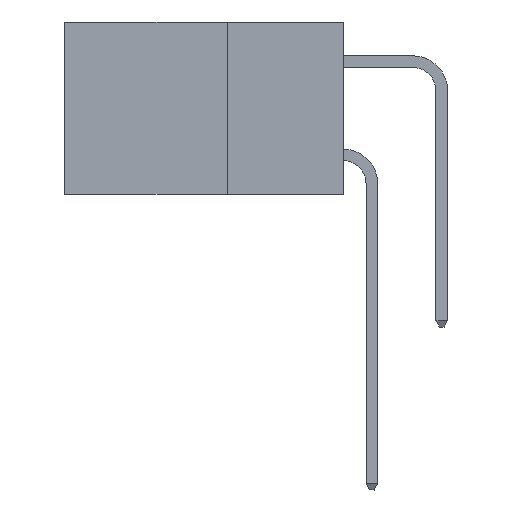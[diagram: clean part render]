
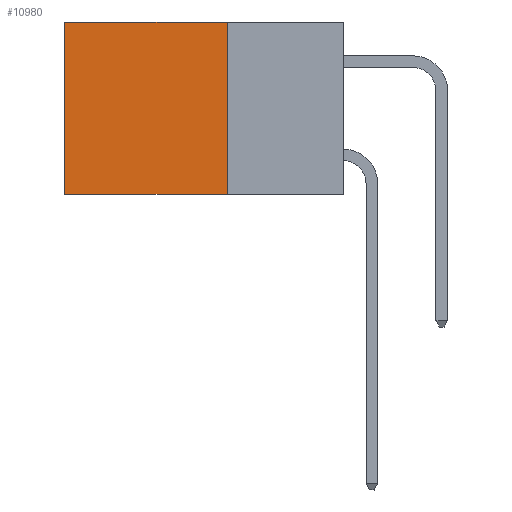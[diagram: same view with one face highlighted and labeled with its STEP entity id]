
A CAD part, left-side view. The second image highlights one B-rep face of the part: STEP entity #10980.
In plain terms, the highlighted planar face has unit normal (-1, 0, 0).
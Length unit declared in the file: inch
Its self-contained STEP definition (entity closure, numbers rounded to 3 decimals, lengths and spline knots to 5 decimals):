
#64 = CARTESIAN_POINT ( 'NONE',  ( 0.298, 0.25, 0. ) ) ;
#140 = CARTESIAN_POINT ( 'NONE',  ( 0.298, 0.6, 0. ) ) ;
#465 = EDGE_CURVE ( 'NONE', #4068, #13487, #19291, .T. ) ;
#1572 = AXIS2_PLACEMENT_3D ( 'NONE', #64, #1619, #16668 ) ;
#1619 = DIRECTION ( 'NONE',  ( 1., 0., 0. ) ) ;
#2454 = CARTESIAN_POINT ( 'NONE',  ( 0.298, 0.6, 0. ) ) ;
#2981 = FACE_OUTER_BOUND ( 'NONE', #16428, .T. ) ;
#3060 = VERTEX_POINT ( 'NONE', #4145 ) ;
#3503 = EDGE_CURVE ( 'NONE', #13487, #3060, #9664, .T. ) ;
#4068 = VERTEX_POINT ( 'NONE', #18439 ) ;
#4145 = CARTESIAN_POINT ( 'NONE',  ( 0.298, 0.6, -0.37 ) ) ;
#4485 = VECTOR ( 'NONE', #17026, 39.37008 ) ;
#4837 = DIRECTION ( 'NONE',  ( 0., 1., 0. ) ) ;
#6173 = CARTESIAN_POINT ( 'NONE',  ( 0.298, 0.25, -0.37 ) ) ;
#6428 = ORIENTED_EDGE ( 'NONE', *, *, #3503, .T. ) ;
#7132 = LINE ( 'NONE', #6173, #12324 ) ;
#7573 = ORIENTED_EDGE ( 'NONE', *, *, #7651, .F. ) ;
#7651 = EDGE_CURVE ( 'NONE', #12200, #3060, #7132, .T. ) ;
#8858 = LINE ( 'NONE', #16109, #17988 ) ;
#9664 = LINE ( 'NONE', #140, #10559 ) ;
#10025 = DIRECTION ( 'NONE',  ( 0., 0., -1. ) ) ;
#10559 = VECTOR ( 'NONE', #16552, 39.37008 ) ;
#10684 = EDGE_CURVE ( 'NONE', #4068, #12200, #8858, .T. ) ;
#10980 = ADVANCED_FACE ( 'NONE', ( #2981 ), #13603, .F. ) ;
#11496 = ORIENTED_EDGE ( 'NONE', *, *, #465, .T. ) ;
#12200 = VERTEX_POINT ( 'NONE', #15202 ) ;
#12324 = VECTOR ( 'NONE', #4837, 39.37008 ) ;
#12534 = ORIENTED_EDGE ( 'NONE', *, *, #10684, .F. ) ;
#13487 = VERTEX_POINT ( 'NONE', #2454 ) ;
#13603 = PLANE ( 'NONE',  #1572 ) ;
#15202 = CARTESIAN_POINT ( 'NONE',  ( 0.298, 0.25, -0.37 ) ) ;
#15386 = CARTESIAN_POINT ( 'NONE',  ( 0.298, 0.25, 0. ) ) ;
#16109 = CARTESIAN_POINT ( 'NONE',  ( 0.298, 0.25, 0. ) ) ;
#16428 = EDGE_LOOP ( 'NONE', ( #6428, #7573, #12534, #11496 ) ) ;
#16552 = DIRECTION ( 'NONE',  ( 0., 0., -1. ) ) ;
#16668 = DIRECTION ( 'NONE',  ( 0., 0., -1. ) ) ;
#17026 = DIRECTION ( 'NONE',  ( 0., 1., 0. ) ) ;
#17988 = VECTOR ( 'NONE', #10025, 39.37008 ) ;
#18439 = CARTESIAN_POINT ( 'NONE',  ( 0.298, 0.25, 0. ) ) ;
#19291 = LINE ( 'NONE', #15386, #4485 ) ;
